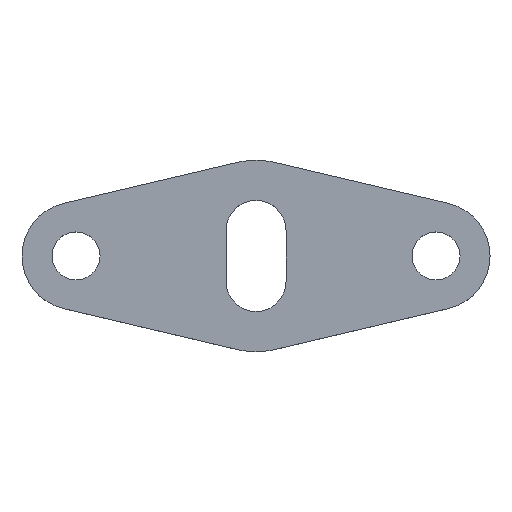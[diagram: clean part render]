
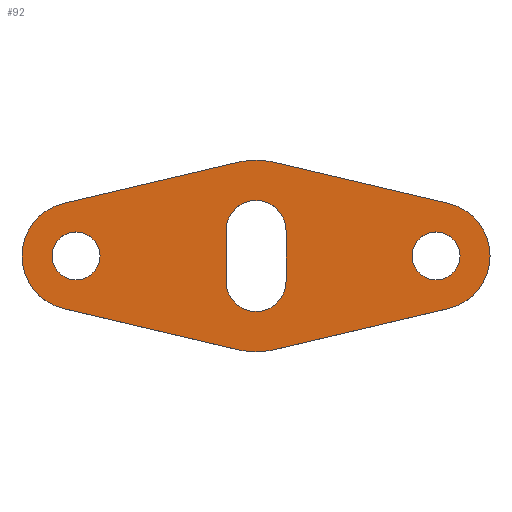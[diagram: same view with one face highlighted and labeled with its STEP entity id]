
A CAD part, top view. The second image highlights one B-rep face of the part: STEP entity #92.
In plain terms, the highlighted planar face has unit normal (0, 0, 1).
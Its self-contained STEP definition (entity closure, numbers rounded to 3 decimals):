
#46=FACE_BOUND('',#130,.T.);
#47=FACE_BOUND('',#131,.T.);
#48=FACE_BOUND('',#132,.T.);
#49=FACE_BOUND('',#133,.T.);
#63=CIRCLE('',#337,20.);
#65=CIRCLE('',#342,47.);
#67=CIRCLE('',#346,36.);
#69=CIRCLE('',#350,47.);
#70=CIRCLE('',#353,16.);
#72=CIRCLE('',#356,16.);
#75=CIRCLE('',#360,36.);
#77=CIRCLE('',#363,20.);
#92=ADVANCED_FACE('',(#46,#47,#48,#49),#100,.F.);
#100=PLANE('',#365);
#130=EDGE_LOOP('',(#190,#191,#192,#193,#194,#195,#196,#197));
#131=EDGE_LOOP('',(#198));
#132=EDGE_LOOP('',(#199));
#133=EDGE_LOOP('',(#200,#201,#202,#203));
#190=ORIENTED_EDGE('',*,*,#283,.F.);
#191=ORIENTED_EDGE('',*,*,#276,.F.);
#192=ORIENTED_EDGE('',*,*,#273,.F.);
#193=ORIENTED_EDGE('',*,*,#270,.F.);
#194=ORIENTED_EDGE('',*,*,#267,.F.);
#195=ORIENTED_EDGE('',*,*,#264,.F.);
#196=ORIENTED_EDGE('',*,*,#261,.F.);
#197=ORIENTED_EDGE('',*,*,#258,.F.);
#198=ORIENTED_EDGE('',*,*,#280,.T.);
#199=ORIENTED_EDGE('',*,*,#278,.T.);
#200=ORIENTED_EDGE('',*,*,#248,.T.);
#201=ORIENTED_EDGE('',*,*,#285,.T.);
#202=ORIENTED_EDGE('',*,*,#254,.T.);
#203=ORIENTED_EDGE('',*,*,#251,.T.);
#220=VERTEX_POINT('',#462);
#221=VERTEX_POINT('',#464);
#223=VERTEX_POINT('',#470);
#225=VERTEX_POINT('',#476);
#228=VERTEX_POINT('',#483);
#229=VERTEX_POINT('',#485);
#231=VERTEX_POINT('',#491);
#233=VERTEX_POINT('',#497);
#235=VERTEX_POINT('',#503);
#237=VERTEX_POINT('',#509);
#239=VERTEX_POINT('',#515);
#241=VERTEX_POINT('',#521);
#242=VERTEX_POINT('',#525);
#244=VERTEX_POINT('',#530);
#248=EDGE_CURVE('',#221,#220,#288,.T.);
#251=EDGE_CURVE('',#223,#221,#63,.T.);
#254=EDGE_CURVE('',#225,#223,#292,.T.);
#258=EDGE_CURVE('',#228,#229,#296,.T.);
#261=EDGE_CURVE('',#229,#231,#65,.T.);
#264=EDGE_CURVE('',#231,#233,#300,.T.);
#267=EDGE_CURVE('',#233,#235,#67,.T.);
#270=EDGE_CURVE('',#235,#237,#304,.T.);
#273=EDGE_CURVE('',#237,#239,#69,.T.);
#276=EDGE_CURVE('',#239,#241,#308,.T.);
#278=EDGE_CURVE('',#242,#242,#70,.T.);
#280=EDGE_CURVE('',#244,#244,#72,.T.);
#283=EDGE_CURVE('',#241,#228,#75,.T.);
#285=EDGE_CURVE('',#220,#225,#77,.T.);
#288=LINE('',#463,#312);
#292=LINE('',#475,#316);
#296=LINE('',#484,#320);
#300=LINE('',#496,#324);
#304=LINE('',#508,#328);
#308=LINE('',#520,#332);
#312=VECTOR('',#371,1.);
#316=VECTOR('',#383,1.);
#320=VECTOR('',#389,1.);
#324=VECTOR('',#401,1.);
#328=VECTOR('',#413,1.);
#332=VECTOR('',#425,1.);
#337=AXIS2_PLACEMENT_3D('',#469,#377,#378);
#342=AXIS2_PLACEMENT_3D('',#490,#395,#396);
#346=AXIS2_PLACEMENT_3D('',#502,#407,#408);
#350=AXIS2_PLACEMENT_3D('',#514,#419,#420);
#353=AXIS2_PLACEMENT_3D('',#524,#429,#430);
#356=AXIS2_PLACEMENT_3D('',#529,#435,#436);
#360=AXIS2_PLACEMENT_3D('',#535,#443,#444);
#363=AXIS2_PLACEMENT_3D('',#538,#449,#450);
#365=AXIS2_PLACEMENT_3D('',#540,#453,#454);
#371=DIRECTION('',(0.,1.,0.));
#377=DIRECTION('',(0.,0.,-1.));
#378=DIRECTION('',(1.,0.,0.));
#383=DIRECTION('',(0.,-1.,0.));
#389=DIRECTION('',(-0.973,-0.23,0.));
#395=DIRECTION('',(0.,0.,-1.));
#396=DIRECTION('',(1.,0.,0.));
#401=DIRECTION('',(-0.973,0.23,0.));
#407=DIRECTION('',(0.,0.,-1.));
#408=DIRECTION('',(1.,0.,0.));
#413=DIRECTION('',(0.973,0.23,0.));
#419=DIRECTION('',(0.,0.,-1.));
#420=DIRECTION('',(1.,0.,0.));
#425=DIRECTION('',(0.973,-0.23,0.));
#429=DIRECTION('',(0.,0.,-1.));
#430=DIRECTION('',(1.,0.,0.));
#435=DIRECTION('',(0.,0.,-1.));
#436=DIRECTION('',(1.,0.,0.));
#443=DIRECTION('',(0.,0.,-1.));
#444=DIRECTION('',(1.,0.,0.));
#449=DIRECTION('',(0.,0.,-1.));
#450=DIRECTION('',(1.,0.,0.));
#453=DIRECTION('',(0.,0.,-1.));
#454=DIRECTION('',(-1.,0.,0.));
#462=CARTESIAN_POINT('',(-396.519,-33.825,20.));
#463=CARTESIAN_POINT('',(-396.519,-67.825,20.));
#464=CARTESIAN_POINT('',(-396.519,-67.825,20.));
#469=CARTESIAN_POINT('',(-376.519,-67.825,20.));
#470=CARTESIAN_POINT('',(-356.519,-67.825,20.));
#475=CARTESIAN_POINT('',(-356.519,-33.825,20.));
#476=CARTESIAN_POINT('',(-356.519,-33.825,20.));
#483=CARTESIAN_POINT('',(-248.255,-85.864,20.));
#484=CARTESIAN_POINT('',(-248.255,-85.864,20.));
#485=CARTESIAN_POINT('',(-365.73,-113.57,20.));
#490=CARTESIAN_POINT('',(-376.519,-67.825,20.));
#491=CARTESIAN_POINT('',(-387.308,-113.57,20.));
#496=CARTESIAN_POINT('',(-387.308,-113.57,20.));
#497=CARTESIAN_POINT('',(-504.783,-85.864,20.));
#502=CARTESIAN_POINT('',(-496.519,-50.825,20.));
#503=CARTESIAN_POINT('',(-504.783,-15.787,20.));
#508=CARTESIAN_POINT('',(-504.783,-15.787,20.));
#509=CARTESIAN_POINT('',(-387.308,11.92,20.));
#514=CARTESIAN_POINT('',(-376.519,-33.825,20.));
#515=CARTESIAN_POINT('',(-365.73,11.92,20.));
#520=CARTESIAN_POINT('',(-365.73,11.92,20.));
#521=CARTESIAN_POINT('',(-248.255,-15.787,20.));
#524=CARTESIAN_POINT('',(-496.519,-50.825,20.));
#525=CARTESIAN_POINT('',(-480.519,-50.825,20.));
#529=CARTESIAN_POINT('',(-256.519,-50.825,20.));
#530=CARTESIAN_POINT('',(-240.519,-50.825,20.));
#535=CARTESIAN_POINT('',(-256.519,-50.825,20.));
#538=CARTESIAN_POINT('',(-376.519,-33.825,20.));
#540=CARTESIAN_POINT('',(-256.519,-50.825,20.));
